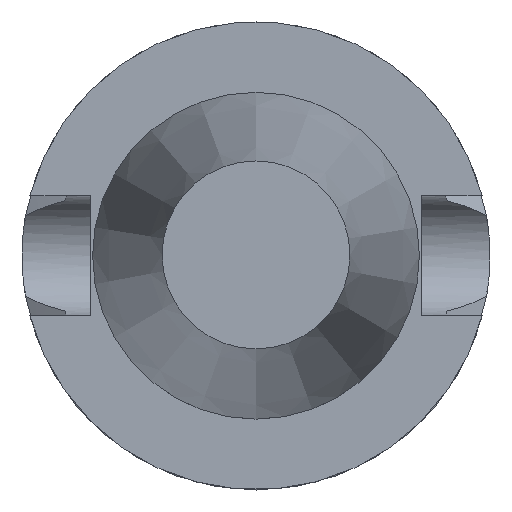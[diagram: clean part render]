
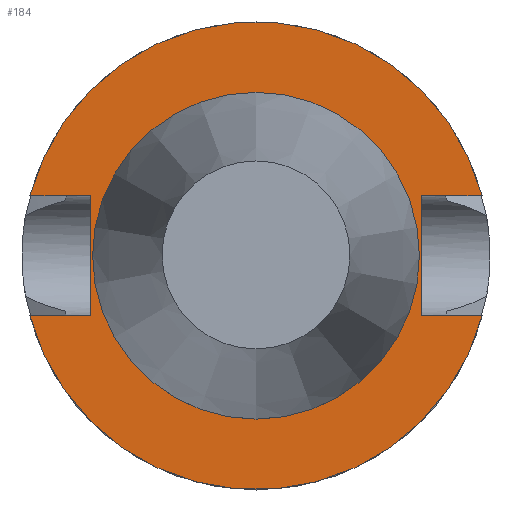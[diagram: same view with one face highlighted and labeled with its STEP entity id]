
A CAD part, top view. The second image highlights one B-rep face of the part: STEP entity #184.
In plain terms, the highlighted planar face has unit normal (0, 0, 1).
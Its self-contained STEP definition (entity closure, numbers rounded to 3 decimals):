
#116=EDGE_CURVE('240[2]',#344,#345,#346,.T.);
#163=EDGE_CURVE('240[2]',#417,#345,#418,.T.);
#184=ADVANCED_FACE('240[2]',(#450,#451),#452,.T.);
#186=EDGE_CURVE('240[2]',#369,#344,#454,.T.);
#214=EDGE_CURVE('240[2]',#493,#493,#494,.T.);
#227=EDGE_CURVE('240[2]',#511,#427,#512,.T.);
#231=EDGE_CURVE('240[2]',#417,#516,#517,.T.);
#241=EDGE_CURVE('240[2]',#516,#528,#529,.T.);
#282=EDGE_CURVE('240[2]',#511,#369,#582,.T.);
#292=EDGE_CURVE('240[2]',#528,#427,#595,.T.);
#344=VERTEX_POINT('',#711);
#345=VERTEX_POINT('',#712);
#346=LINE('',#713,#714);
#369=VERTEX_POINT('',#742);
#417=VERTEX_POINT('',#833);
#418=CIRCLE('',#834,50.);
#427=VERTEX_POINT('',#847);
#450=FACE_OUTER_BOUND('',#888,.T.);
#451=FACE_BOUND('',#889,.T.);
#452=PLANE('',#890);
#454=LINE('',#893,#894);
#493=VERTEX_POINT('',#965);
#494=CIRCLE('',#966,34.925);
#511=VERTEX_POINT('',#1016);
#512=CIRCLE('',#1017,50.);
#516=VERTEX_POINT('',#1024);
#517=LINE('',#1025,#1026);
#528=VERTEX_POINT('',#1053);
#529=LINE('',#1054,#1055);
#582=LINE('',#1155,#1156);
#595=LINE('',#1174,#1175);
#711=CARTESIAN_POINT('',(-35.4,-12.85,-1.5));
#712=CARTESIAN_POINT('',(-48.321,-12.85,-1.5));
#713=CARTESIAN_POINT('',(-17.7,-12.85,-1.5));
#714=VECTOR('',#1327,1.0);
#742=CARTESIAN_POINT('',(-35.4,12.85,-1.5));
#833=CARTESIAN_POINT('',(48.321,-12.85,-1.5));
#834=AXIS2_PLACEMENT_3D('',#1407,#1408,#1409);
#847=CARTESIAN_POINT('',(48.321,12.85,-1.5));
#888=EDGE_LOOP('',(#1438,#1439,#1440,#1441,#1442,#1443,#1444,#1445));
#889=EDGE_LOOP('',(#1446));
#890=AXIS2_PLACEMENT_3D('',#1447,#1448,#1449);
#893=CARTESIAN_POINT('',(-35.4,14.806,-1.5));
#894=VECTOR('',#1450,1.0);
#965=CARTESIAN_POINT('',(0.,34.925,-1.5));
#966=AXIS2_PLACEMENT_3D('',#1499,#1500,#1501);
#1016=CARTESIAN_POINT('',(-48.321,12.85,-1.5));
#1017=AXIS2_PLACEMENT_3D('',#1514,#1515,#1516);
#1024=CARTESIAN_POINT('',(35.4,-12.85,-1.5));
#1025=CARTESIAN_POINT('',(17.7,-12.85,-1.5));
#1026=VECTOR('',#1518,1.0);
#1053=CARTESIAN_POINT('',(35.4,12.85,-1.5));
#1054=CARTESIAN_POINT('',(35.4,21.231,-1.5));
#1055=VECTOR('',#1524,1.0);
#1155=CARTESIAN_POINT('',(-17.7,12.85,-1.5));
#1156=VECTOR('',#1600,1.0);
#1174=CARTESIAN_POINT('',(17.7,12.85,-1.5));
#1175=VECTOR('',#1616,1.0);
#1327=DIRECTION('',(-1.0,0.0,0.));
#1407=CARTESIAN_POINT('',(0.,0.,-1.5));
#1408=DIRECTION('',(0.,0.,-1.0));
#1409=DIRECTION('',(0.,1.0,0.));
#1438=ORIENTED_EDGE('',*,*,#116,.T.);
#1439=ORIENTED_EDGE('',*,*,#163,.F.);
#1440=ORIENTED_EDGE('',*,*,#231,.T.);
#1441=ORIENTED_EDGE('',*,*,#241,.T.);
#1442=ORIENTED_EDGE('',*,*,#292,.T.);
#1443=ORIENTED_EDGE('',*,*,#227,.F.);
#1444=ORIENTED_EDGE('',*,*,#282,.T.);
#1445=ORIENTED_EDGE('',*,*,#186,.T.);
#1446=ORIENTED_EDGE('',*,*,#214,.T.);
#1447=CARTESIAN_POINT('',(0.,42.463,-1.5));
#1448=DIRECTION('',(0.,0.,1.0));
#1449=DIRECTION('',(1.0,0.,0.0));
#1450=DIRECTION('',(-0.0,-1.0,0.));
#1499=CARTESIAN_POINT('',(0.,0.,-1.5));
#1500=DIRECTION('',(0.,0.,-1.0));
#1501=DIRECTION('',(0.,1.0,0.));
#1514=CARTESIAN_POINT('',(0.,0.,-1.5));
#1515=DIRECTION('',(0.,0.,-1.0));
#1516=DIRECTION('',(0.,1.0,0.));
#1518=DIRECTION('',(-1.0,0.0,0.));
#1524=DIRECTION('',(-0.0,1.0,0.));
#1600=DIRECTION('',(1.0,0.0,0.));
#1616=DIRECTION('',(1.0,0.0,0.));
